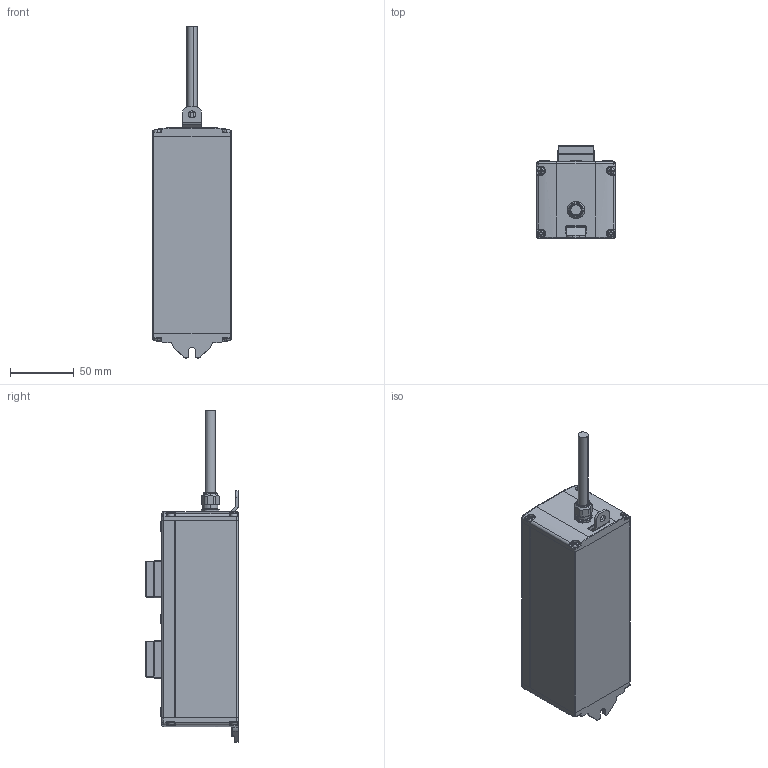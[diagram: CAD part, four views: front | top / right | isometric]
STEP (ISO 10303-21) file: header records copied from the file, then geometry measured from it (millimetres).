
FILE_DESCRIPTION (( 'STEP AP203' ), '1' );
FILE_NAME ('R6C-203-STP.step', '2025-02-25T08:53:48', ( '' ), ( '' ), 'SwSTEP 2.0', 'SolidWorks 2020', '' );
FILE_SCHEMA (( 'CONFIG_CONTROL_DESIGN' ));
Length unit declared in the file: millimetre
Products named in the file (1): R6C-203-STP
Bounding box: 62 x 72.4 x 261 mm (x, y, z)
Volume: 248014.5 mm3; surface area: 122996.6 mm2
Topology: 27 solids, 27 shells, 1108 faces, 2714 edges, 1700 vertices
Faces by surface type: plane 523, cylinder 300, torus 148, bspline 66, cone 59, sphere 12
Entity records: 35335 total; most frequent: CARTESIAN_POINT 9298, DIRECTION 5458, ORIENTED_EDGE 5420, EDGE_CURVE 2710, AXIS2_PLACEMENT_3D 2052, VERTEX_POINT 1700, VECTOR 1354, LINE 1354
